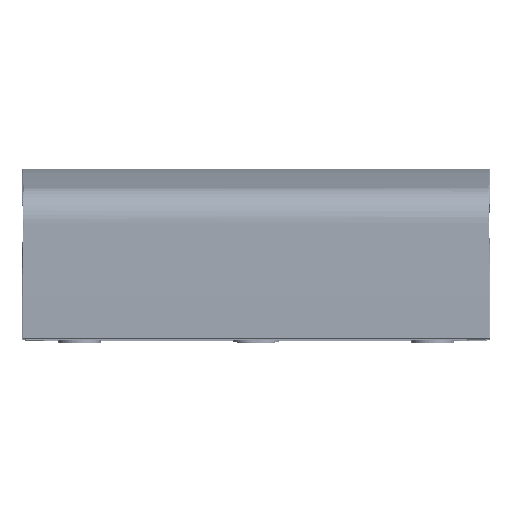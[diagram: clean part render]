
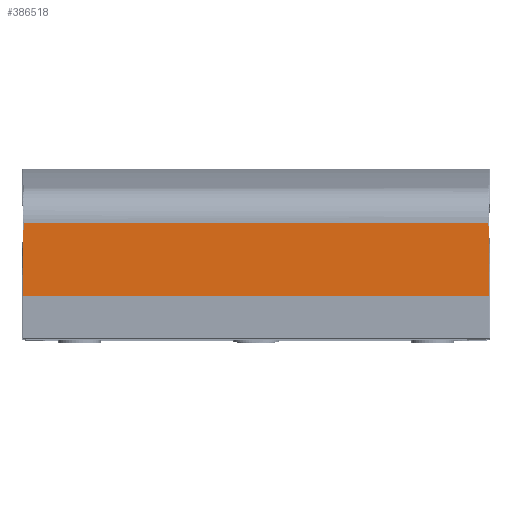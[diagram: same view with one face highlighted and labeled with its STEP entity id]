
A CAD part, top view. The second image highlights one B-rep face of the part: STEP entity #386518.
In plain terms, the highlighted planar face has unit normal (0, 0.009, 1).
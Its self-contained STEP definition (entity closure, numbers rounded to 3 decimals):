
#8551 = ORIENTED_EDGE ( 'NONE', *, *, #397530, .T. ) ;
#15443 = LINE ( 'NONE', #372093, #57571 ) ;
#17601 = CARTESIAN_POINT ( 'NONE',  ( 130.143, 64.917, 167.143 ) ) ;
#22762 = CARTESIAN_POINT ( 'NONE',  ( 130.5, 24., 167.5 ) ) ;
#23056 = AXIS2_PLACEMENT_3D ( 'NONE', #361593, #80389, #48898 ) ;
#38893 = ORIENTED_EDGE ( 'NONE', *, *, #75675, .T. ) ;
#48898 = DIRECTION ( 'NONE',  ( 0., -1., 0.009 ) ) ;
#49318 = LINE ( 'NONE', #330526, #167591 ) ;
#51137 = LINE ( 'NONE', #374185, #64193 ) ;
#57571 = VECTOR ( 'NONE', #76401, 1000. ) ;
#64193 = VECTOR ( 'NONE', #342733, 1000. ) ;
#75675 = EDGE_CURVE ( 'NONE', #258359, #83241, #273783, .T. ) ;
#76401 = DIRECTION ( 'NONE',  ( -1., 0., 0. ) ) ;
#80389 = DIRECTION ( 'NONE',  ( 0., 0.009, 1. ) ) ;
#83241 = VERTEX_POINT ( 'NONE', #22762 ) ;
#92398 = ORIENTED_EDGE ( 'NONE', *, *, #106370, .T. ) ;
#106370 = EDGE_CURVE ( 'NONE', #384542, #394839, #15443, .T. ) ;
#107518 = CARTESIAN_POINT ( 'NONE',  ( -130.143, 64.917, 167.143 ) ) ;
#114223 = CARTESIAN_POINT ( 'NONE',  ( -131., 24., 167.5 ) ) ;
#130794 = FACE_OUTER_BOUND ( 'NONE', #374483, .T. ) ;
#158940 = VECTOR ( 'NONE', #372335, 1000. ) ;
#167591 = VECTOR ( 'NONE', #177206, 1000. ) ;
#177206 = DIRECTION ( 'NONE',  ( -0.009, -1., 0.009 ) ) ;
#254014 = CARTESIAN_POINT ( 'NONE',  ( -130.5, 24., 167.5 ) ) ;
#258359 = VERTEX_POINT ( 'NONE', #254014 ) ;
#273783 = LINE ( 'NONE', #114223, #158940 ) ;
#330526 = CARTESIAN_POINT ( 'NONE',  ( -130.5, 23.996, 167.5 ) ) ;
#342733 = DIRECTION ( 'NONE',  ( -0.009, 1., -0.009 ) ) ;
#358118 = EDGE_CURVE ( 'NONE', #394839, #258359, #49318, .T. ) ;
#361593 = CARTESIAN_POINT ( 'NONE',  ( -131., 24., 167.5 ) ) ;
#372093 = CARTESIAN_POINT ( 'NONE',  ( -131., 64.917, 167.143 ) ) ;
#372335 = DIRECTION ( 'NONE',  ( 1., 0., 0. ) ) ;
#374185 = CARTESIAN_POINT ( 'NONE',  ( 130.48, 26.282, 167.48 ) ) ;
#374483 = EDGE_LOOP ( 'NONE', ( #38893, #8551, #92398, #407233 ) ) ;
#384542 = VERTEX_POINT ( 'NONE', #17601 ) ;
#386518 = ADVANCED_FACE ( 'NONE', ( #130794 ), #388965, .T. ) ;
#388965 = PLANE ( 'NONE',  #23056 ) ;
#394839 = VERTEX_POINT ( 'NONE', #107518 ) ;
#397530 = EDGE_CURVE ( 'NONE', #83241, #384542, #51137, .T. ) ;
#407233 = ORIENTED_EDGE ( 'NONE', *, *, #358118, .T. ) ;
